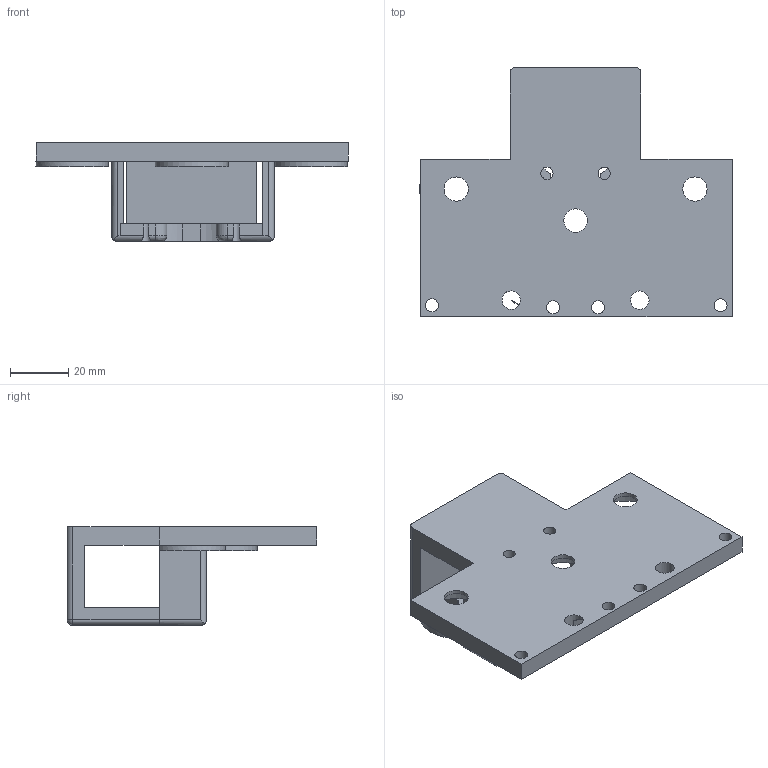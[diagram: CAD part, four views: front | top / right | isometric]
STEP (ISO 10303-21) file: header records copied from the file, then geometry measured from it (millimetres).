
FILE_DESCRIPTION(/* description */ (''),/* implementation_level */ '2;1');
FILE_NAME(/* name */ 'side_right.stp',/* time_stamp */ '2014-02-14T17:52:44-06:00',/* author */ ('stephen'),/* organization */ (''),/* preprocessor_version */ 'ST-DEVELOPER v15.2',/* originating_system */ 'Autodesk Inventor 2014',/* authorisation */ '');
FILE_SCHEMA (('AUTOMOTIVE_DESIGN { 1 0 10303 214 3 1 1 }'));
Length unit declared in the file: millimetre
Products named in the file (1): side_right
Bounding box: 107.14 x 85.66 x 33.85 mm (x, y, z)
Volume: 56360.1 mm3; surface area: 26824.6 mm2
Topology: 1 solids, 1 shells, 98 faces, 294 edges, 198 vertices
Faces by surface type: cylinder 49, plane 45, sphere 2, bspline 2
Full cylindrical faces by diameter (mm): 4.191 x2, 4.445 x4, 6.35 x1, 8 x1, 8.3 x2, 22.3 x1, 25 x1
Entity records: 3402 total; most frequent: CARTESIAN_POINT 678, DIRECTION 565, ORIENTED_EDGE 550, EDGE_CURVE 275, AXIS2_PLACEMENT_3D 196, VERTEX_POINT 187, LINE 173, VECTOR 173
